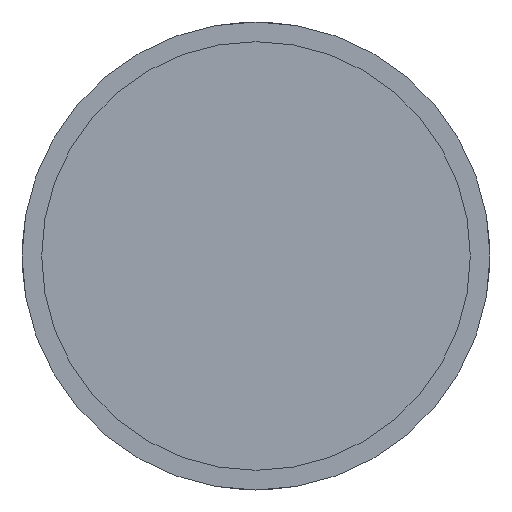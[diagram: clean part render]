
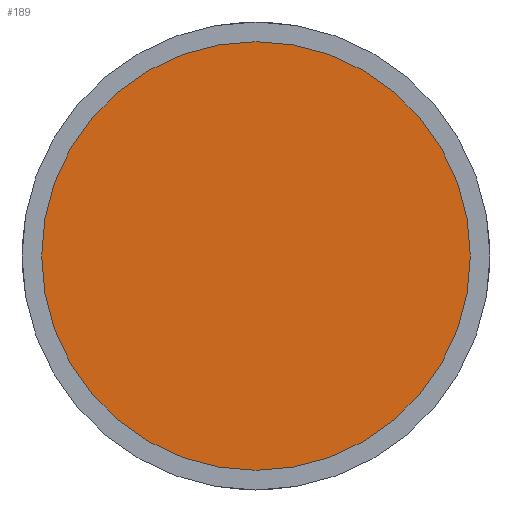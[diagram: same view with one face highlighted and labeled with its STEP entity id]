
A CAD part, front view. The second image highlights one B-rep face of the part: STEP entity #189.
In plain terms, the highlighted planar face has unit normal (0, -1, 0).
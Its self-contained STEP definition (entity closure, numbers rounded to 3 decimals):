
#133 = VERTEX_POINT ( 'NONE', #834 ) ;
#165 = AXIS2_PLACEMENT_3D ( 'NONE', #876, #787, #960 ) ;
#177 = DIRECTION ( 'NONE',  ( 0., -1., 0. ) ) ;
#189 = ADVANCED_FACE ( 'NONE', ( #616 ), #875, .T. ) ;
#276 = ORIENTED_EDGE ( 'NONE', *, *, #835, .F. ) ;
#286 = DIRECTION ( 'NONE',  ( 0., 0., -1. ) ) ;
#424 = CARTESIAN_POINT ( 'NONE',  ( 0., 4., 0. ) ) ;
#524 = EDGE_LOOP ( 'NONE', ( #276, #808 ) ) ;
#541 = CARTESIAN_POINT ( 'NONE',  ( 0., 4., -20.15 ) ) ;
#597 = CIRCLE ( 'NONE', #165, 20.15 ) ;
#609 = CARTESIAN_POINT ( 'NONE',  ( 0., 4., 0. ) ) ;
#616 = FACE_OUTER_BOUND ( 'NONE', #524, .T. ) ;
#625 = CIRCLE ( 'NONE', #757, 20.15 ) ;
#757 = AXIS2_PLACEMENT_3D ( 'NONE', #424, #980, #286 ) ;
#787 = DIRECTION ( 'NONE',  ( 0., 1., 0. ) ) ;
#790 = DIRECTION ( 'NONE',  ( 0., 0., -1. ) ) ;
#808 = ORIENTED_EDGE ( 'NONE', *, *, #935, .F. ) ;
#834 = CARTESIAN_POINT ( 'NONE',  ( 0., 4., 20.15 ) ) ;
#835 = EDGE_CURVE ( 'NONE', #874, #133, #625, .T. ) ;
#852 = AXIS2_PLACEMENT_3D ( 'NONE', #609, #177, #790 ) ;
#874 = VERTEX_POINT ( 'NONE', #541 ) ;
#875 = PLANE ( 'NONE',  #852 ) ;
#876 = CARTESIAN_POINT ( 'NONE',  ( 0., 4., 0. ) ) ;
#935 = EDGE_CURVE ( 'NONE', #133, #874, #597, .T. ) ;
#960 = DIRECTION ( 'NONE',  ( 0., 0., -1. ) ) ;
#980 = DIRECTION ( 'NONE',  ( 0., 1., 0. ) ) ;
